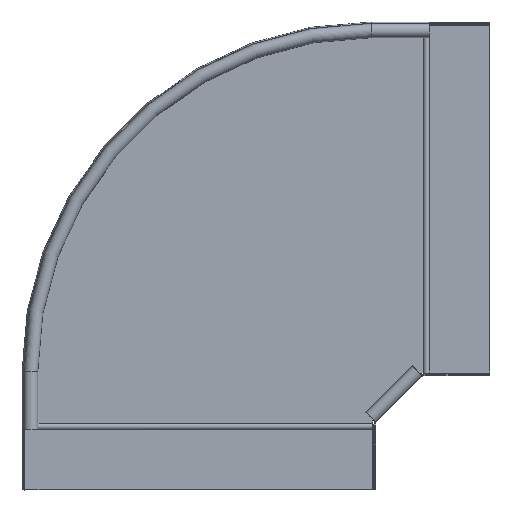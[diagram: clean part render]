
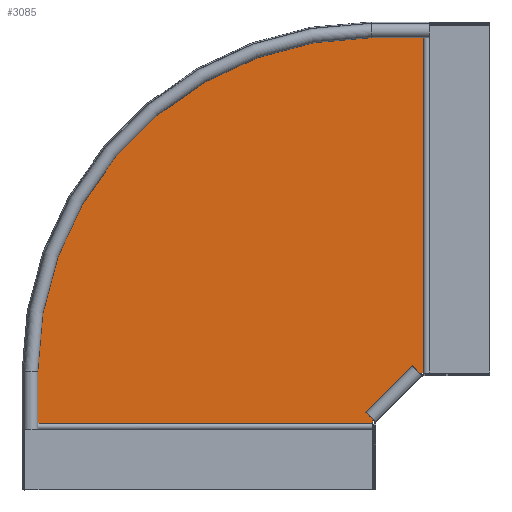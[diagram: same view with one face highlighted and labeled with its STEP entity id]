
A CAD part, top view. The second image highlights one B-rep face of the part: STEP entity #3085.
In plain terms, the highlighted planar face has unit normal (0, 0, 1).
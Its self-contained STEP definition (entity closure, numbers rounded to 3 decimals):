
#2573=DIRECTION('',(-1.,0.,0.));
#2574=VECTOR('',#2573,1.972);
#2575=CARTESIAN_POINT('',(-57.328,100.35,0.));
#2576=LINE('',#2575,#2574);
#2600=DIRECTION('',(0.,-1.,0.));
#2601=VECTOR('',#2600,298.5);
#2602=CARTESIAN_POINT('',(-57.328,398.85,0.));
#2603=LINE('',#2602,#2601);
#2608=DIRECTION('',(0.707,0.707,0.));
#2609=VECTOR('',#2608,58.053);
#2610=CARTESIAN_POINT('',(-100.35,59.3,0.));
#2611=LINE('',#2610,#2609);
#2612=CARTESIAN_POINT('',(-101.85,101.85,0.));
#2613=DIRECTION('',(0.,0.,1.));
#2614=DIRECTION('',(0.,1.,0.));
#2615=AXIS2_PLACEMENT_3D('',#2612,#2613,#2614);
#2720=DIRECTION('',(1.,0.,0.));
#2721=VECTOR('',#2720,44.522);
#2722=CARTESIAN_POINT('',(-101.85,398.85,0.));
#2723=LINE('',#2722,#2721);
#2747=DIRECTION('',(0.,1.,0.));
#2748=VECTOR('',#2747,44.522);
#2749=CARTESIAN_POINT('',(-398.85,57.328,0.));
#2750=LINE('',#2749,#2748);
#2821=DIRECTION('',(0.,-1.,0.));
#2822=VECTOR('',#2821,1.972);
#2823=CARTESIAN_POINT('',(-100.35,59.3,0.));
#2824=LINE('',#2823,#2822);
#2876=DIRECTION('',(-1.,0.,0.));
#2877=VECTOR('',#2876,298.5);
#2878=CARTESIAN_POINT('',(-100.35,57.328,0.));
#2879=LINE('',#2878,#2877);
#2904=CARTESIAN_POINT('',(-101.85,398.85,0.));
#2906=VERTEX_POINT('',#2904);
#2908=CARTESIAN_POINT('',(-398.85,57.328,0.));
#2909=CARTESIAN_POINT('',(-398.85,101.85,0.));
#2910=VERTEX_POINT('',#2908);
#2911=VERTEX_POINT('',#2909);
#2922=CARTESIAN_POINT('',(-59.3,100.35,0.));
#2924=VERTEX_POINT('',#2922);
#2936=CARTESIAN_POINT('',(-57.328,398.85,0.));
#2937=VERTEX_POINT('',#2936);
#2945=CARTESIAN_POINT('',(-57.328,100.35,0.));
#2946=VERTEX_POINT('',#2945);
#2959=CARTESIAN_POINT('',(-100.35,59.3,0.));
#2960=VERTEX_POINT('',#2959);
#2967=CARTESIAN_POINT('',(-100.35,57.328,0.));
#2968=VERTEX_POINT('',#2967);
#3064=CARTESIAN_POINT('',(-101.85,101.85,0.));
#3065=DIRECTION('',(0.,0.,-1.));
#3066=DIRECTION('',(-1.,0.,0.));
#3067=AXIS2_PLACEMENT_3D('',#3064,#3065,#3066);
#3068=PLANE('',#3067);
#3070=ORIENTED_EDGE('',*,*,#3069,.F.);
#3072=ORIENTED_EDGE('',*,*,#3071,.T.);
#3074=ORIENTED_EDGE('',*,*,#3073,.T.);
#3076=ORIENTED_EDGE('',*,*,#3075,.T.);
#3078=ORIENTED_EDGE('',*,*,#3077,.F.);
#3080=ORIENTED_EDGE('',*,*,#3079,.T.);
#3081=ORIENTED_EDGE('',*,*,#3056,.T.);
#3082=ORIENTED_EDGE('',*,*,#2996,.T.);
#3083=EDGE_LOOP('',(#3070,#3072,#3074,#3076,#3078,#3080,#3081,#3082));
#3084=FACE_OUTER_BOUND('',#3083,.F.);
#3085=ADVANCED_FACE('',(#3084),#3068,.F.);
#2616=CIRCLE('',#2615,297.);
#2996=EDGE_CURVE('',#2946,#2924,#2576,.T.);
#3056=EDGE_CURVE('',#2937,#2946,#2603,.T.);
#3069=EDGE_CURVE('',#2960,#2924,#2611,.T.);
#3071=EDGE_CURVE('',#2960,#2968,#2824,.T.);
#3073=EDGE_CURVE('',#2968,#2910,#2879,.T.);
#3075=EDGE_CURVE('',#2910,#2911,#2750,.T.);
#3077=EDGE_CURVE('',#2906,#2911,#2616,.T.);
#3079=EDGE_CURVE('',#2906,#2937,#2723,.T.);
